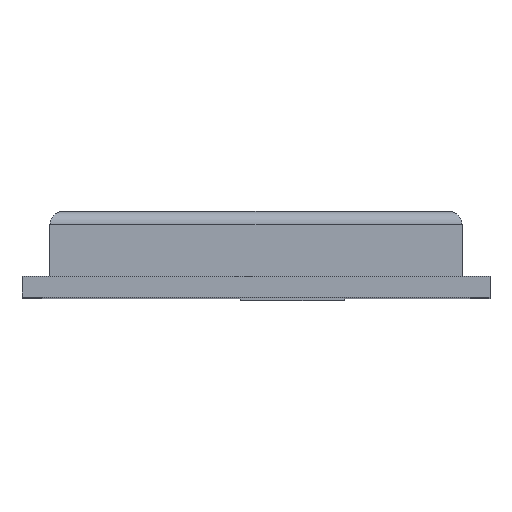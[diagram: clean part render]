
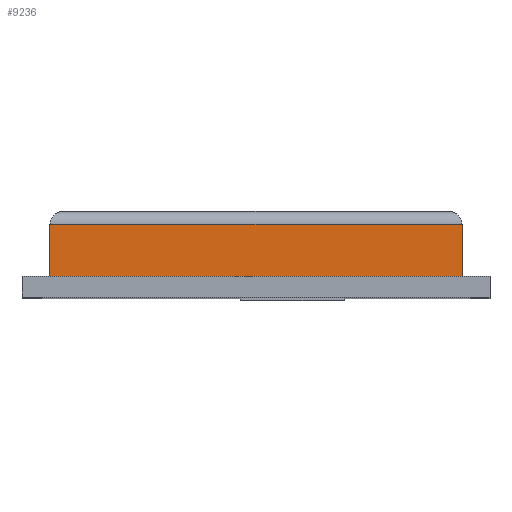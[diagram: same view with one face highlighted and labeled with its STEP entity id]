
A CAD part, top view. The second image highlights one B-rep face of the part: STEP entity #9236.
In plain terms, the highlighted planar face has unit normal (0, 0, 1).
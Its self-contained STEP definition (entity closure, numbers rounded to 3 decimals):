
#752=FACE_OUTER_BOUND('',#1264,.T.);
#1264=EDGE_LOOP('',(#8117,#8118,#8119,#8120));
#2384=LINE('',#14769,#3552);
#2398=LINE('',#14802,#3566);
#2400=LINE('',#14806,#3568);
#2401=LINE('',#14807,#3569);
#3552=VECTOR('',#12125,10.);
#3566=VECTOR('',#12159,10.);
#3568=VECTOR('',#12163,10.);
#3569=VECTOR('',#12164,10.);
#4412=VERTEX_POINT('',#14761);
#4414=VERTEX_POINT('',#14767);
#4423=VERTEX_POINT('',#14801);
#4424=VERTEX_POINT('',#14805);
#5650=EDGE_CURVE('',#4414,#4412,#2384,.T.);
#5666=EDGE_CURVE('',#4423,#4412,#2398,.T.);
#5668=EDGE_CURVE('',#4424,#4414,#2400,.T.);
#5669=EDGE_CURVE('',#4424,#4423,#2401,.T.);
#8117=ORIENTED_EDGE('',*,*,#5650,.F.);
#8118=ORIENTED_EDGE('',*,*,#5668,.F.);
#8119=ORIENTED_EDGE('',*,*,#5669,.T.);
#8120=ORIENTED_EDGE('',*,*,#5666,.T.);
#8752=PLANE('',#9885);
#9236=ADVANCED_FACE('',(#752),#8752,.T.);
#9885=AXIS2_PLACEMENT_3D('',#14804,#12161,#12162);
#12125=DIRECTION('',(1.,0.,0.));
#12159=DIRECTION('',(0.,1.,0.));
#12161=DIRECTION('center_axis',(0.,0.,1.));
#12162=DIRECTION('ref_axis',(1.,0.,0.));
#12163=DIRECTION('',(0.,1.,0.));
#12164=DIRECTION('',(1.,0.,0.));
#14761=CARTESIAN_POINT('',(16.925,2.8,-0.5));
#14767=CARTESIAN_POINT('',(1.075,2.8,-0.5));
#14769=CARTESIAN_POINT('',(5.038,2.8,-0.5));
#14801=CARTESIAN_POINT('',(16.925,0.8,-0.5));
#14802=CARTESIAN_POINT('',(16.925,0.8,-0.5));
#14804=CARTESIAN_POINT('Origin',(1.075,0.8,-0.5));
#14805=CARTESIAN_POINT('',(1.075,0.8,-0.5));
#14806=CARTESIAN_POINT('',(1.075,0.8,-0.5));
#14807=CARTESIAN_POINT('',(1.075,0.8,-0.5));
